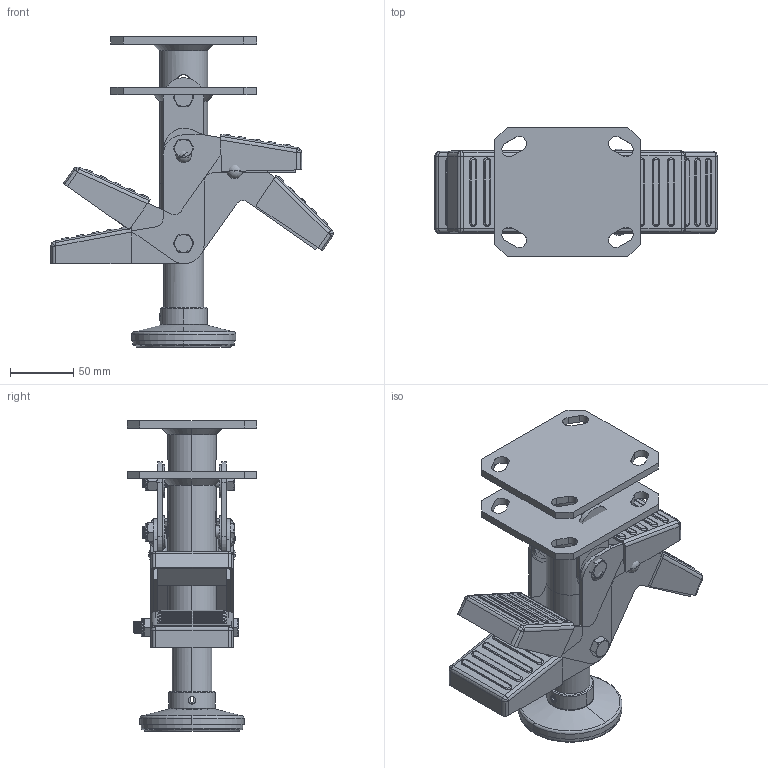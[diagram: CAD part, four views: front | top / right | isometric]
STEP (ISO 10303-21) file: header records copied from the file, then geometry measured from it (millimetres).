
FILE_DESCRIPTION(('STEP AP214'),'1');
FILE_NAME('BZTL3.STEP','2021-10-06T08:02:53',(' '),(' '),'Spatial InterOp 3D',' ',' ');
FILE_SCHEMA(('AUTOMOTIVE_DESIGN { 1 0 10303 214 1 1 1 1 }'));
Length unit declared in the file: metre
Products named in the file (36): ZINC PLATED PRESSED STEEL TRUCK LOCK2; TOP PLATE; INTERNAL; BASE; RUBBER; PEDDLE COMPONENTS; PEDDLE; Component1; WASHERS; Component2; TUBE; BOLT; NUT; BOLT2; NUT2; CONNECTORS; PIN; ZINC PLATED PRESSED STEEL TRUCK LOCK; BZTL3; ZINC PLATED PRESSED STEEL TRUCK LOCK3; TOP PLATE2; INTERNAL2; BASE2; RUBBER2; PEDDLE COMPONENTS2; PEDDLE2; Component12; WASHERS2; Component22; TUBE2; BOLT3; NUT3; BOLT4; NUT4; CONNECTORS2; PIN2
Assembly tree (37 placements, depth 4):
  BZTL3
    ZINC PLATED PRESSED STEEL TRUCK LOCK
      ZINC PLATED PRESSED STEEL TRUCK LOCK2
        TOP PLATE
        INTERNAL
        BASE
        RUBBER
        PEDDLE COMPONENTS
        PEDDLE  x2
        Component1
        WASHERS
        Component2
        TUBE
        BOLT
        NUT
        BOLT2
        NUT2
        CONNECTORS
        PIN
    ZINC PLATED PRESSED STEEL TRUCK LOCK3
      TOP PLATE2
      INTERNAL2
      BASE2
      RUBBER2
      PEDDLE COMPONENTS2
      PEDDLE2  x2
      Component12
      WASHERS2
      Component22
      TUBE2
      BOLT3
      NUT3
      BOLT4
      NUT4
      CONNECTORS2
      PIN2
Bounding box: 222.62 x 102 x 245 mm (x, y, z)
Volume: 597332.2 mm3; surface area: 380661 mm2
Topology: 42 solids, 42 shells, 1674 faces, 4274 edges, 2706 vertices
Faces by surface type: cylinder 912, plane 310, bspline 128, torus 116, cone 112, sphere 96
Entity records: 95578 total; most frequent: CARTESIAN_POINT 59233, ORIENTED_EDGE 7740, DIRECTION 6834, EDGE_CURVE 3870, AXIS2_PLACEMENT_3D 2751, VERTEX_POINT 2462, EDGE_LOOP 1668, ADVANCED_FACE 1524
